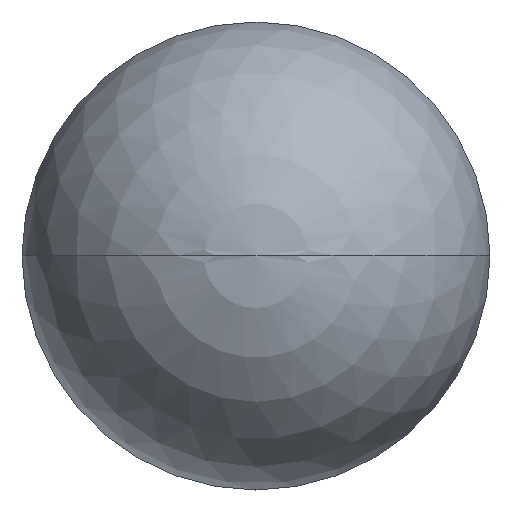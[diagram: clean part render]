
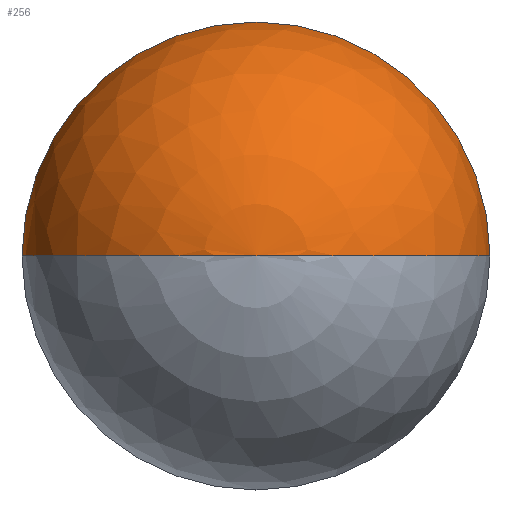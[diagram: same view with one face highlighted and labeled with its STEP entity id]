
A CAD part, left-side view. The second image highlights one B-rep face of the part: STEP entity #256.
In plain terms, the highlighted spherical face has radius 1.5 mm.
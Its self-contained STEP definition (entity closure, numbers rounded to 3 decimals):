
#204=EDGE_CURVE('',#426,#424,#480,.T.);
#240=EDGE_CURVE('',#312,#426,#522,.T.);
#256=ADVANCED_FACE('',(#542),#543,.T.);
#312=VERTEX_POINT('',#602);
#376=EDGE_CURVE('',#424,#312,#673,.T.);
#424=VERTEX_POINT('',#727);
#426=VERTEX_POINT('',#729);
#480=CIRCLE('',#786,1.5);
#522=CIRCLE('',#834,1.5);
#542=FACE_OUTER_BOUND('',#854,.T.);
#543=SPHERICAL_SURFACE('',#855,1.5);
#602=CARTESIAN_POINT('',(1.5,1.5,0.));
#673=CIRCLE('',#1013,1.5);
#727=CARTESIAN_POINT('',(0.,0.,0.));
#729=CARTESIAN_POINT('',(1.5,-1.5,0.));
#786=AXIS2_PLACEMENT_3D('',#1121,#1122,#1123);
#834=AXIS2_PLACEMENT_3D('',#1186,#1187,#1188);
#854=EDGE_LOOP('',(#1225,#1226,#1227));
#855=AXIS2_PLACEMENT_3D('',#1228,#1229,#1230);
#1013=AXIS2_PLACEMENT_3D('',#1390,#1391,#1392);
#1121=CARTESIAN_POINT('',(1.5,0.,0.));
#1122=DIRECTION('',(0.,0.,-1.0));
#1123=DIRECTION('',(0.0,-1.0,0.));
#1186=CARTESIAN_POINT('',(1.5,0.,0.));
#1187=DIRECTION('',(1.0,0.,0.));
#1188=DIRECTION('',(0.,1.0,0.));
#1225=ORIENTED_EDGE('',*,*,#376,.F.);
#1226=ORIENTED_EDGE('',*,*,#204,.F.);
#1227=ORIENTED_EDGE('',*,*,#240,.F.);
#1228=CARTESIAN_POINT('',(1.5,0.,0.));
#1229=DIRECTION('',(1.0,0.,0.));
#1230=DIRECTION('',(0.,1.0,0.));
#1390=CARTESIAN_POINT('',(1.5,0.,0.));
#1391=DIRECTION('',(0.,0.,-1.0));
#1392=DIRECTION('',(0.0,-1.0,0.));
